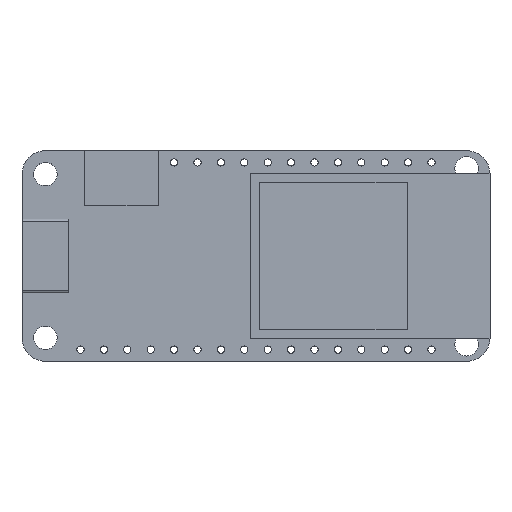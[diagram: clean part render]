
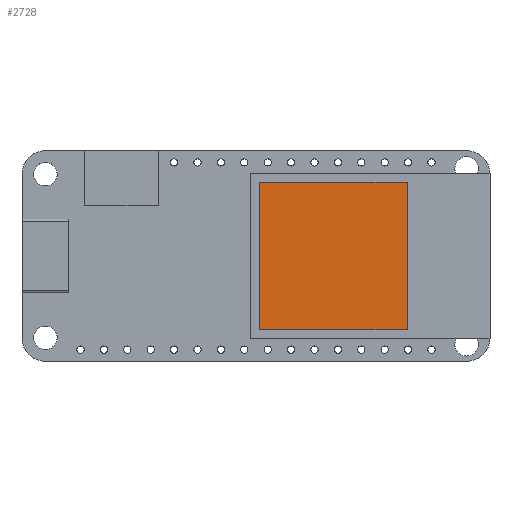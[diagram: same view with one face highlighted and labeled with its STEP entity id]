
A CAD part, top view. The second image highlights one B-rep face of the part: STEP entity #2728.
In plain terms, the highlighted planar face has unit normal (0, 0, 1).
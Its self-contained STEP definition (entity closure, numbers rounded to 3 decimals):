
#182=PLANE('',#3011);
#278=FACE_OUTER_BOUND('',#467,.T.);
#467=EDGE_LOOP('',(#2333,#2334,#2335,#2336));
#687=LINE('',#4469,#877);
#690=LINE('',#4475,#880);
#693=LINE('',#4481,#883);
#696=LINE('',#4485,#886);
#877=VECTOR('',#3660,10.);
#880=VECTOR('',#3665,10.);
#883=VECTOR('',#3670,10.);
#886=VECTOR('',#3675,10.);
#1337=VERTEX_POINT('',#4466);
#1338=VERTEX_POINT('',#4468);
#1340=VERTEX_POINT('',#4474);
#1342=VERTEX_POINT('',#4480);
#1679=EDGE_CURVE('',#1338,#1337,#687,.T.);
#1682=EDGE_CURVE('',#1340,#1338,#690,.T.);
#1685=EDGE_CURVE('',#1342,#1340,#693,.T.);
#1688=EDGE_CURVE('',#1337,#1342,#696,.T.);
#2333=ORIENTED_EDGE('',*,*,#1688,.T.);
#2334=ORIENTED_EDGE('',*,*,#1685,.T.);
#2335=ORIENTED_EDGE('',*,*,#1682,.T.);
#2336=ORIENTED_EDGE('',*,*,#1679,.T.);
#2728=ADVANCED_FACE('',(#278),#182,.T.);
#3011=AXIS2_PLACEMENT_3D('',#4486,#3676,#3677);
#3660=DIRECTION('',(0.,-1.,0.));
#3665=DIRECTION('',(-1.,0.,0.));
#3670=DIRECTION('',(0.,1.,0.));
#3675=DIRECTION('',(1.,0.,0.));
#3676=DIRECTION('center_axis',(0.,0.,1.));
#3677=DIRECTION('ref_axis',(1.,0.,0.));
#4466=CARTESIAN_POINT('',(25.8,3.43,4.6));
#4468=CARTESIAN_POINT('',(25.8,19.43,4.6));
#4469=CARTESIAN_POINT('',(25.8,3.43,4.6));
#4474=CARTESIAN_POINT('',(41.8,19.43,4.6));
#4475=CARTESIAN_POINT('',(25.8,19.43,4.6));
#4480=CARTESIAN_POINT('',(41.8,3.43,4.6));
#4481=CARTESIAN_POINT('',(41.8,19.43,4.6));
#4485=CARTESIAN_POINT('',(41.8,3.43,4.6));
#4486=CARTESIAN_POINT('Origin',(33.8,11.43,4.6));
